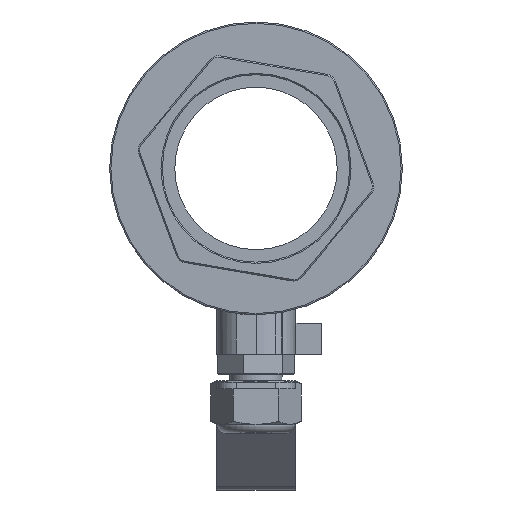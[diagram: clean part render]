
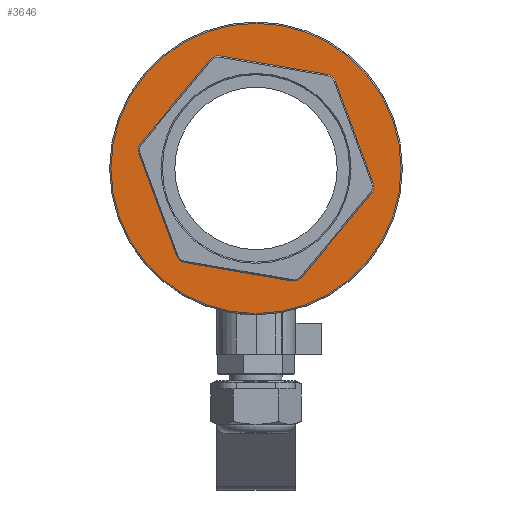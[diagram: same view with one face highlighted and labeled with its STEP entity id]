
A CAD part, front view. The second image highlights one B-rep face of the part: STEP entity #3646.
In plain terms, the highlighted planar face has unit normal (0, -1, 0).
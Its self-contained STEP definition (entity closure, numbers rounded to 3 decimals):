
#140=FACE_BOUND('',#586,.T.);
#158=PLANE('',#3944);
#345=FACE_OUTER_BOUND('',#585,.T.);
#585=EDGE_LOOP('',(#2526,#2527));
#586=EDGE_LOOP('',(#2528,#2529,#2530,#2531,#2532,#2533,#2534,#2535,#2536,
#2537,#2538,#2539));
#842=LINE('',#5635,#1120);
#843=LINE('',#5639,#1121);
#844=LINE('',#5643,#1122);
#845=LINE('',#5647,#1123);
#846=LINE('',#5651,#1124);
#847=LINE('',#5655,#1125);
#1120=VECTOR('',#4442,10.);
#1121=VECTOR('',#4445,10.);
#1122=VECTOR('',#4448,10.);
#1123=VECTOR('',#4451,10.);
#1124=VECTOR('',#4454,10.);
#1125=VECTOR('',#4457,10.);
#1399=CIRCLE('',#3936,55.75);
#1403=CIRCLE('',#3940,55.75);
#1406=CIRCLE('',#3945,4.);
#1407=CIRCLE('',#3946,4.);
#1408=CIRCLE('',#3947,4.);
#1409=CIRCLE('',#3948,4.);
#1410=CIRCLE('',#3949,4.);
#1411=CIRCLE('',#3950,4.);
#1606=VERTEX_POINT('',#5617);
#1607=VERTEX_POINT('',#5618);
#1612=VERTEX_POINT('',#5633);
#1613=VERTEX_POINT('',#5634);
#1614=VERTEX_POINT('',#5636);
#1615=VERTEX_POINT('',#5638);
#1616=VERTEX_POINT('',#5640);
#1617=VERTEX_POINT('',#5642);
#1618=VERTEX_POINT('',#5644);
#1619=VERTEX_POINT('',#5646);
#1620=VERTEX_POINT('',#5648);
#1621=VERTEX_POINT('',#5650);
#1622=VERTEX_POINT('',#5652);
#1623=VERTEX_POINT('',#5654);
#1953=EDGE_CURVE('',#1606,#1607,#1399,.T.);
#1957=EDGE_CURVE('',#1607,#1606,#1403,.T.);
#1961=EDGE_CURVE('',#1612,#1613,#842,.T.);
#1962=EDGE_CURVE('',#1614,#1613,#1406,.F.);
#1963=EDGE_CURVE('',#1614,#1615,#843,.T.);
#1964=EDGE_CURVE('',#1616,#1615,#1407,.F.);
#1965=EDGE_CURVE('',#1616,#1617,#844,.T.);
#1966=EDGE_CURVE('',#1618,#1617,#1408,.F.);
#1967=EDGE_CURVE('',#1618,#1619,#845,.T.);
#1968=EDGE_CURVE('',#1620,#1619,#1409,.F.);
#1969=EDGE_CURVE('',#1620,#1621,#846,.T.);
#1970=EDGE_CURVE('',#1622,#1621,#1410,.F.);
#1971=EDGE_CURVE('',#1622,#1623,#847,.T.);
#1972=EDGE_CURVE('',#1612,#1623,#1411,.F.);
#2526=ORIENTED_EDGE('',*,*,#1953,.F.);
#2527=ORIENTED_EDGE('',*,*,#1957,.F.);
#2528=ORIENTED_EDGE('',*,*,#1961,.T.);
#2529=ORIENTED_EDGE('',*,*,#1962,.F.);
#2530=ORIENTED_EDGE('',*,*,#1963,.T.);
#2531=ORIENTED_EDGE('',*,*,#1964,.F.);
#2532=ORIENTED_EDGE('',*,*,#1965,.T.);
#2533=ORIENTED_EDGE('',*,*,#1966,.F.);
#2534=ORIENTED_EDGE('',*,*,#1967,.T.);
#2535=ORIENTED_EDGE('',*,*,#1968,.F.);
#2536=ORIENTED_EDGE('',*,*,#1969,.T.);
#2537=ORIENTED_EDGE('',*,*,#1970,.F.);
#2538=ORIENTED_EDGE('',*,*,#1971,.T.);
#2539=ORIENTED_EDGE('',*,*,#1972,.F.);
#3646=ADVANCED_FACE('',(#345,#140),#158,.F.);
#3936=AXIS2_PLACEMENT_3D('',#5619,#4423,#4424);
#3940=AXIS2_PLACEMENT_3D('',#5625,#4431,#4432);
#3944=AXIS2_PLACEMENT_3D('',#5632,#4440,#4441);
#3945=AXIS2_PLACEMENT_3D('',#5637,#4443,#4444);
#3946=AXIS2_PLACEMENT_3D('',#5641,#4446,#4447);
#3947=AXIS2_PLACEMENT_3D('',#5645,#4449,#4450);
#3948=AXIS2_PLACEMENT_3D('',#5649,#4452,#4453);
#3949=AXIS2_PLACEMENT_3D('',#5653,#4455,#4456);
#3950=AXIS2_PLACEMENT_3D('',#5656,#4458,#4459);
#4423=DIRECTION('center_axis',(0.,1.,0.));
#4424=DIRECTION('ref_axis',(1.,0.,0.));
#4431=DIRECTION('center_axis',(0.,1.,0.));
#4432=DIRECTION('ref_axis',(1.,0.,0.));
#4440=DIRECTION('center_axis',(0.,1.,0.));
#4441=DIRECTION('ref_axis',(0.,0.,1.));
#4442=DIRECTION('',(0.346,0.,-0.938));
#4443=DIRECTION('center_axis',(0.,1.,0.));
#4444=DIRECTION('ref_axis',(0.986,0.,-0.169));
#4445=DIRECTION('',(-0.639,0.,-0.769));
#4446=DIRECTION('center_axis',(0.,1.,0.));
#4447=DIRECTION('ref_axis',(0.346,0.,-0.938));
#4448=DIRECTION('',(-0.986,0.,0.169));
#4449=DIRECTION('center_axis',(0.,1.,0.));
#4450=DIRECTION('ref_axis',(-0.639,0.,-0.769));
#4451=DIRECTION('',(-0.346,0.,0.938));
#4452=DIRECTION('center_axis',(0.,1.,0.));
#4453=DIRECTION('ref_axis',(-0.986,0.,0.169));
#4454=DIRECTION('',(0.639,0.,0.769));
#4455=DIRECTION('center_axis',(0.,1.,0.));
#4456=DIRECTION('ref_axis',(-0.346,0.,0.938));
#4457=DIRECTION('',(0.986,0.,-0.169));
#4458=DIRECTION('center_axis',(0.,1.,0.));
#4459=DIRECTION('ref_axis',(0.639,0.,0.769));
#5617=CARTESIAN_POINT('',(-55.75,25.75,0.));
#5618=CARTESIAN_POINT('',(0.,25.75,55.75));
#5619=CARTESIAN_POINT('Origin',(0.,25.75,0.));
#5625=CARTESIAN_POINT('Origin',(0.,25.75,0.));
#5632=CARTESIAN_POINT('Origin',(0.,25.75,0.));
#5633=CARTESIAN_POINT('',(30.513,25.75,33.571));
#5634=CARTESIAN_POINT('',(45.007,25.75,-5.697));
#5635=CARTESIAN_POINT('',(29.713,25.75,35.738));
#5636=CARTESIAN_POINT('',(44.33,25.75,-9.639));
#5637=CARTESIAN_POINT('Origin',(41.254,25.75,-7.082));
#5638=CARTESIAN_POINT('',(17.57,25.75,-41.826));
#5639=CARTESIAN_POINT('',(45.807,25.75,-7.864));
#5640=CARTESIAN_POINT('',(13.817,25.75,-43.211));
#5641=CARTESIAN_POINT('Origin',(14.494,25.75,-39.268));
#5642=CARTESIAN_POINT('',(-27.437,25.75,-36.129));
#5643=CARTESIAN_POINT('',(16.093,25.75,-43.602));
#5644=CARTESIAN_POINT('',(-30.513,25.75,-33.571));
#5645=CARTESIAN_POINT('Origin',(-26.761,25.75,-32.186));
#5646=CARTESIAN_POINT('',(-45.007,25.75,5.697));
#5647=CARTESIAN_POINT('',(-29.713,25.75,-35.738));
#5648=CARTESIAN_POINT('',(-44.33,25.75,9.639));
#5649=CARTESIAN_POINT('Origin',(-41.254,25.75,7.082));
#5650=CARTESIAN_POINT('',(-17.57,25.75,41.826));
#5651=CARTESIAN_POINT('',(-45.807,25.75,7.864));
#5652=CARTESIAN_POINT('',(-13.817,25.75,43.211));
#5653=CARTESIAN_POINT('Origin',(-14.494,25.75,39.268));
#5654=CARTESIAN_POINT('',(27.437,25.75,36.129));
#5655=CARTESIAN_POINT('',(-16.093,25.75,43.602));
#5656=CARTESIAN_POINT('Origin',(26.761,25.75,32.186));
